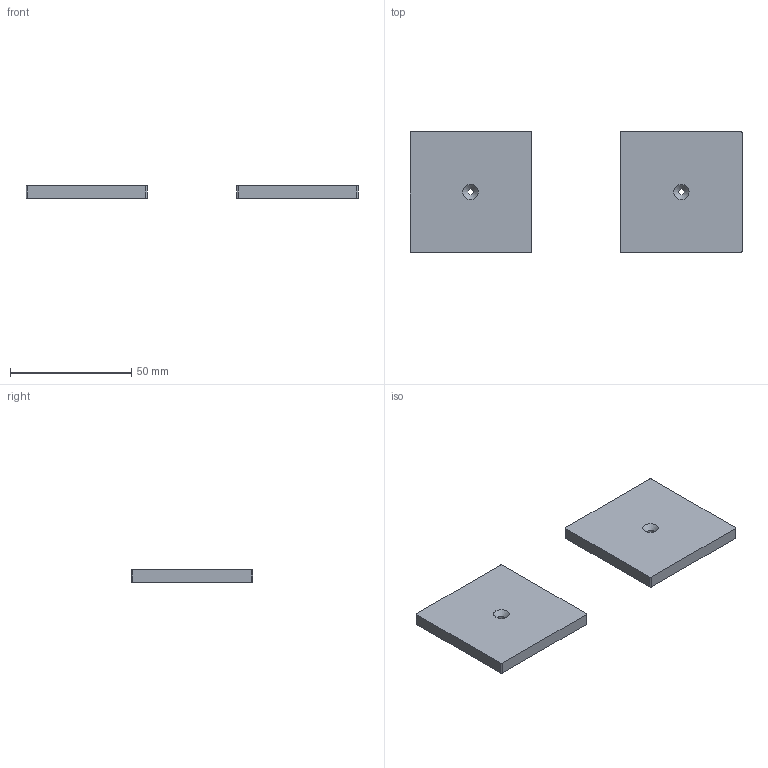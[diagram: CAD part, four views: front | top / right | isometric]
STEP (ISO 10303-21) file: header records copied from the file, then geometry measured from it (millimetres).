
FILE_DESCRIPTION(/* description */ (''),/* implementation_level */ '2;1');
FILE_NAME(/* name */ 'OpenTKL_Weights.step',/* time_stamp */ '2021-07-17T16:26:16+03:00',/* author */ (''),/* organization */ (''),/* preprocessor_version */ 'ST-DEVELOPER v18.1',/* originating_system */ 'Autodesk Translation Framework v10.9.0.1377',/* authorisation */ '');
FILE_SCHEMA (('AUTOMOTIVE_DESIGN { 1 0 10303 214 3 1 1 }'));
Length unit declared in the file: millimetre
Products named in the file (1): FusionComponent
Bounding box: 136.97 x 50 x 5 mm (x, y, z)
Volume: 24903.6 mm3; surface area: 12041.6 mm2
Topology: 2 solids, 2 shells, 24 faces, 59 edges, 39 vertices
Faces by surface type: plane 12, cylinder 10, cone 2
Full cylindrical faces by diameter (mm): 2.529 x2
Entity records: 782 total; most frequent: CARTESIAN_POINT 157, DIRECTION 128, ORIENTED_EDGE 118, EDGE_CURVE 59, AXIS2_PLACEMENT_3D 46, VERTEX_POINT 39, LINE 36, VECTOR 36
